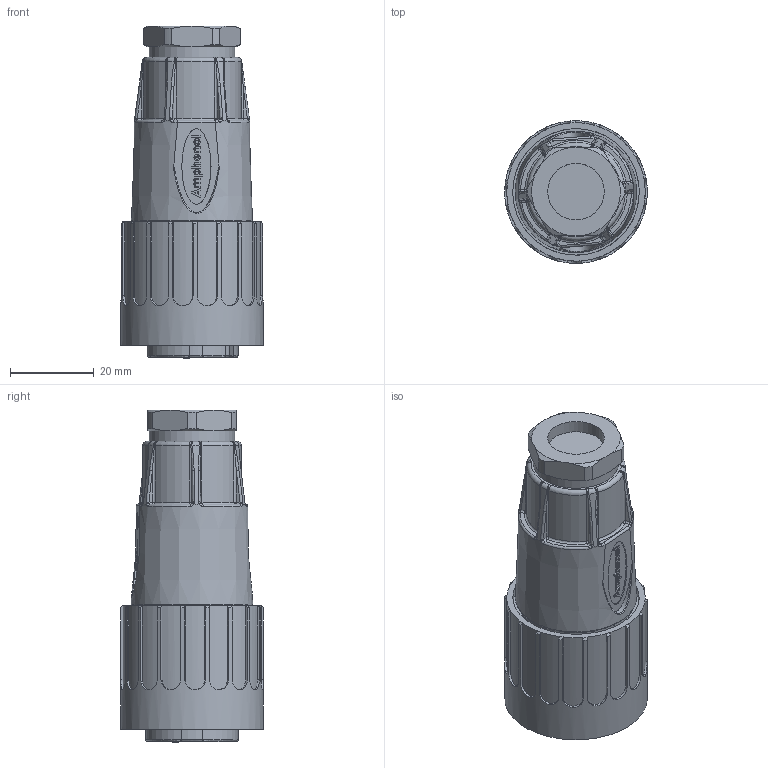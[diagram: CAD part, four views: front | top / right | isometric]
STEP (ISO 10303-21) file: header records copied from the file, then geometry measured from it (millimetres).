
FILE_DESCRIPTION(/* description */ (''),/* implementation_level */ '2;1');
FILE_NAME(/* name */ 'c016 10d008 003 1nxc001-02.stp',/* time_stamp */ '2019-06-12T15:36:04+02:00',/* author */ (''),/* organization */ (''),/* preprocessor_version */ 'ST-DEVELOPER v16.7',/* originating_system */ 'SIEMENS PLM Software NX 12.0',/* authorisation */ '');
FILE_SCHEMA (('AUTOMOTIVE_DESIGN { 1 0 10303 214 3 1 1 1 }'));
Length unit declared in the file: millimetre
Products named in the file (1): c016 10d008 003 1nxc001-02
Bounding box: 34 x 34 x 79.2 mm (x, y, z)
Volume: 0.9 mm3; surface area: 12948.4 mm2
Topology: 1 solids, 2 shells, 1110 faces, 2923 edges, 1882 vertices
Faces by surface type: plane 581, cylinder 251, bspline 173, cone 48, torus 41, sphere 12, extrusion 4
Full cylindrical faces by diameter (mm): 1.05 x1, 1.3 x1, 3 x5, 4.3 x1, 4.75 x4, 13.5 x1, 20.4 x1, 22 x1, 27 x1, 30.2 x2, 34 x1
Entity records: 41300 total; most frequent: CARTESIAN_POINT 11391, ORIENTED_EDGE 5702, DIRECTION 4469, EDGE_CURVE 2851, VERTEX_POINT 1861, VECTOR 1705, LINE 1701, AXIS2_PLACEMENT_3D 1382
